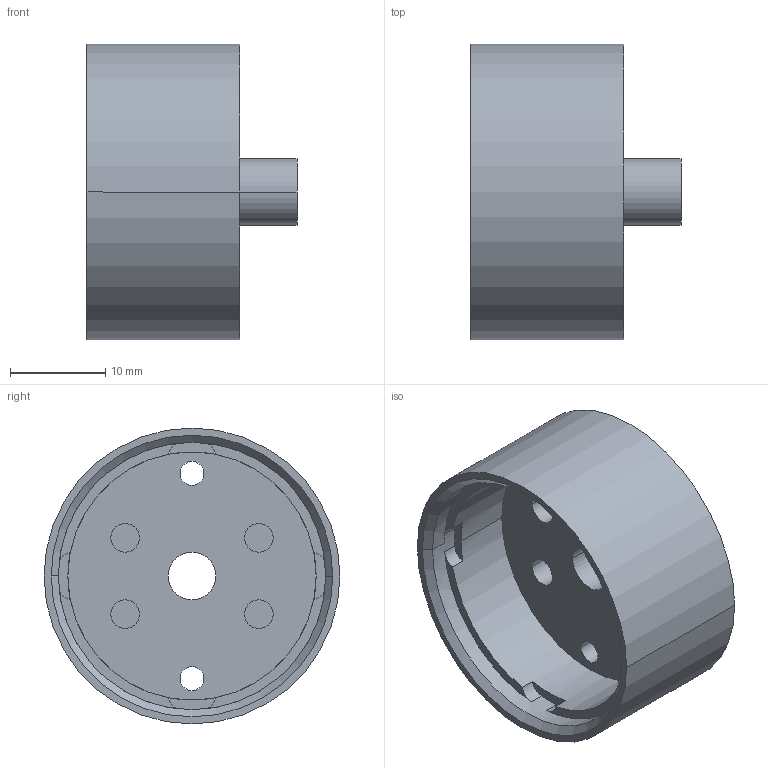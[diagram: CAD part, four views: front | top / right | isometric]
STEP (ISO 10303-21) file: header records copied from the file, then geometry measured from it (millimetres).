
FILE_DESCRIPTION(('CATIA V5 STEP Exchange','CAx-IF Rec.Pracs.--- Model Styling and Organization---1.4--- 2014-01-23','CAx-IF Rec.Pracs.--- Geometric and Assembly Validation Properties ---4.2---2014-10-09','CAx-IF Rec.Pracs.---Tessellated 3D Geometry---0.5---2014-09-14'),'2;1');
FILE_NAME('corps differentiel.stp','2023-01-06T14:17:53+00:00',('none'),('none'),'CATIA Version 5-6 Release 2017 SP2 HF132','CATIA V5 STEP AP242 v1','none');
FILE_SCHEMA(('AP242_MANAGED_MODEL_BASED_3D_ENGINEERING_MIM_LF {1 0 10303 442 1 1 4}'));
Length unit declared in the file: millimetre
Products named in the file (1): corps differentiel
Bounding box: 22 x 31 x 31 mm (x, y, z)
Volume: 6210 mm3; surface area: 4449.6 mm2
Topology: 1 solids, 1 shells, 55 faces, 131 edges, 86 vertices
Faces by surface type: cylinder 35, plane 18, cone 2
Entity records: 1503 total; most frequent: ORIENTED_EDGE 262, CARTESIAN_POINT 255, DIRECTION 197, EDGE_CURVE 131, AXIS2_PLACEMENT_3D 121, CIRCLE 87, VERTEX_POINT 86, EDGE_LOOP 69
